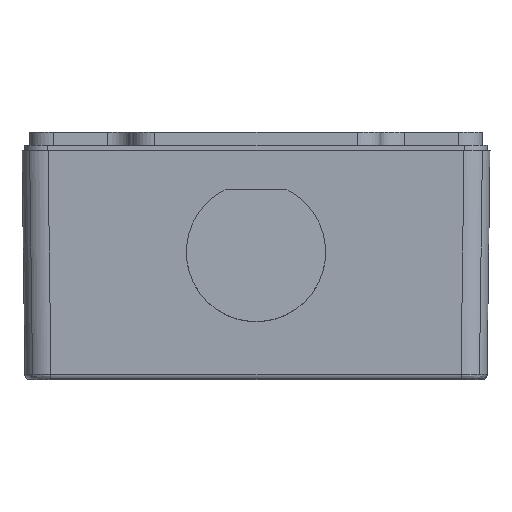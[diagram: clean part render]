
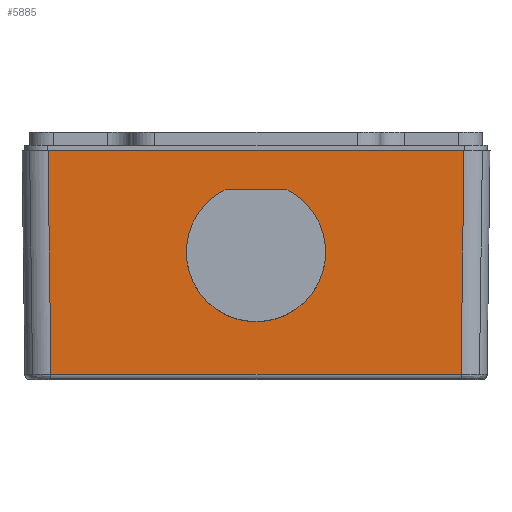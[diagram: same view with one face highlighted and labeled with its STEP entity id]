
A CAD part, left-side view. The second image highlights one B-rep face of the part: STEP entity #5885.
In plain terms, the highlighted planar face has unit normal (-1, 0, -0.013).
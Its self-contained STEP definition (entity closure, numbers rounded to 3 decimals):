
#505 = LINE ( 'NONE', #10445, #8626 ) ;
#587 = CARTESIAN_POINT ( 'NONE',  ( -12.717, -72.867, -0.523 ) ) ;
#741 = DIRECTION ( 'NONE',  ( -0.013, 0., 1. ) ) ;
#1079 = CARTESIAN_POINT ( 'NONE',  ( -12.614, 0., -8.408 ) ) ;
#1454 = ORIENTED_EDGE ( 'NONE', *, *, #10964, .F. ) ;
#1624 = FACE_BOUND ( 'NONE', #3755, .T. ) ;
#1708 = EDGE_CURVE ( 'NONE', #3165, #3874, #505, .T. ) ;
#2083 = CIRCLE ( 'NONE', #7746, 13.4 ) ;
#2091 = EDGE_CURVE ( 'NONE', #2215, #3165, #11481, .T. ) ;
#2215 = VERTEX_POINT ( 'NONE', #2697 ) ;
#2301 = CARTESIAN_POINT ( 'NONE',  ( -12.456, -32.873, -20.507 ) ) ;
#2370 = DIRECTION ( 'NONE',  ( -0.013, 0., 1. ) ) ;
#2411 = ORIENTED_EDGE ( 'NONE', *, *, #2091, .F. ) ;
#2632 = CARTESIAN_POINT ( 'NONE',  ( -12.711, 7.114, -0.981 ) ) ;
#2697 = CARTESIAN_POINT ( 'NONE',  ( -12.711, -72.861, -1. ) ) ;
#3154 = ORIENTED_EDGE ( 'NONE', *, *, #3577, .F. ) ;
#3165 = VERTEX_POINT ( 'NONE', #5148 ) ;
#3358 = DIRECTION ( 'NONE',  ( 0.013, 0.013, -1. ) ) ;
#3577 = EDGE_CURVE ( 'NONE', #5095, #5085, #9962, .T. ) ;
#3724 = DIRECTION ( 'NONE',  ( 0., 1., 0. ) ) ;
#3755 = EDGE_LOOP ( 'NONE', ( #5060, #3154 ) ) ;
#3874 = VERTEX_POINT ( 'NONE', #7012 ) ;
#4035 = DIRECTION ( 'NONE',  ( 0., 1., 0. ) ) ;
#4675 = DIRECTION ( 'NONE',  ( 0., 1., 0. ) ) ;
#5060 = ORIENTED_EDGE ( 'NONE', *, *, #6250, .F. ) ;
#5085 = VERTEX_POINT ( 'NONE', #5205 ) ;
#5093 = AXIS2_PLACEMENT_3D ( 'NONE', #11628, #8860, #741 ) ;
#5095 = VERTEX_POINT ( 'NONE', #7141 ) ;
#5148 = CARTESIAN_POINT ( 'NONE',  ( -12.148, -72.298, -44.013 ) ) ;
#5205 = CARTESIAN_POINT ( 'NONE',  ( -12.614, -27.116, -8.408 ) ) ;
#5230 = FACE_OUTER_BOUND ( 'NONE', #7598, .T. ) ;
#5582 = VECTOR ( 'NONE', #9824, 1000. ) ;
#5885 = ADVANCED_FACE ( 'NONE', ( #1624, #5230 ), #5983, .T. ) ;
#5902 = DIRECTION ( 'NONE',  ( -1., 0., -0.013 ) ) ;
#5983 = PLANE ( 'NONE',  #5093 ) ;
#6250 = EDGE_CURVE ( 'NONE', #5085, #5095, #2083, .T. ) ;
#6424 = ORIENTED_EDGE ( 'NONE', *, *, #1708, .F. ) ;
#6656 = ORIENTED_EDGE ( 'NONE', *, *, #11573, .T. ) ;
#6836 = VECTOR ( 'NONE', #4675, 1000. ) ;
#7012 = CARTESIAN_POINT ( 'NONE',  ( -12.148, 6.551, -44.013 ) ) ;
#7141 = CARTESIAN_POINT ( 'NONE',  ( -12.614, -38.631, -8.408 ) ) ;
#7598 = EDGE_LOOP ( 'NONE', ( #6656, #1454, #6424, #2411 ) ) ;
#7746 = AXIS2_PLACEMENT_3D ( 'NONE', #2301, #5902, #2370 ) ;
#7937 = CARTESIAN_POINT ( 'NONE',  ( -12.711, 7.114, -1. ) ) ;
#8105 = LINE ( 'NONE', #2632, #5582 ) ;
#8626 = VECTOR ( 'NONE', #4035, 1000. ) ;
#8860 = DIRECTION ( 'NONE',  ( -1., 0., -0.013 ) ) ;
#9824 = DIRECTION ( 'NONE',  ( -0.013, 0.013, 1. ) ) ;
#9962 = LINE ( 'NONE', #1079, #6836 ) ;
#10254 = LINE ( 'NONE', #11130, #10923 ) ;
#10403 = VERTEX_POINT ( 'NONE', #7937 ) ;
#10445 = CARTESIAN_POINT ( 'NONE',  ( -12.148, -10.373, -44.013 ) ) ;
#10896 = VECTOR ( 'NONE', #3358, 1000. ) ;
#10923 = VECTOR ( 'NONE', #3724, 1000. ) ;
#10964 = EDGE_CURVE ( 'NONE', #3874, #10403, #8105, .T. ) ;
#11130 = CARTESIAN_POINT ( 'NONE',  ( -12.711, -10.373, -1. ) ) ;
#11481 = LINE ( 'NONE', #587, #10896 ) ;
#11573 = EDGE_CURVE ( 'NONE', #2215, #10403, #10254, .T. ) ;
#11628 = CARTESIAN_POINT ( 'NONE',  ( -12.724, 12.127, 0. ) ) ;
